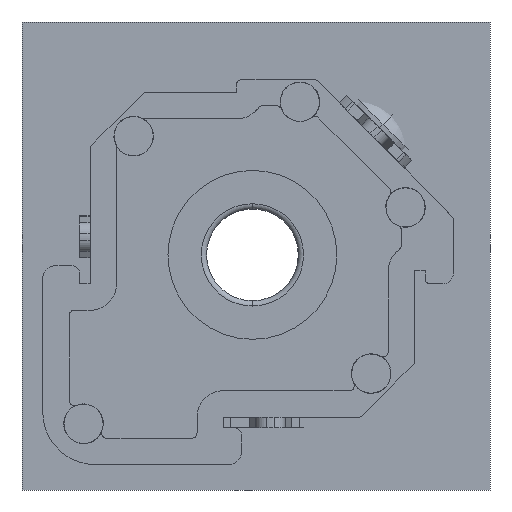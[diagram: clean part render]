
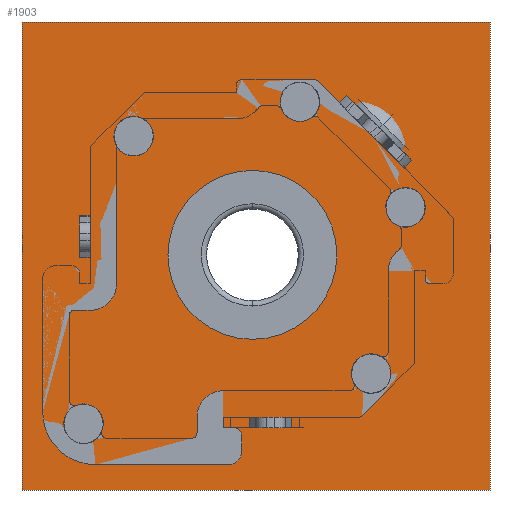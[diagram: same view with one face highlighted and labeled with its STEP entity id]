
A CAD part, front view. The second image highlights one B-rep face of the part: STEP entity #1903.
In plain terms, the highlighted planar face has unit normal (0, -1, 0).
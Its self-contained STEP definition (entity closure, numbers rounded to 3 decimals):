
#155=CARTESIAN_POINT('',(0.,0.5,0.));
#156=DIRECTION('',(0.,1.,0.));
#157=DIRECTION('',(-1.,0.,0.));
#158=AXIS2_PLACEMENT_3D('',#155,#156,#157);
#160=CARTESIAN_POINT('',(0.,0.5,0.));
#161=DIRECTION('',(0.,1.,0.));
#162=DIRECTION('',(1.,0.,0.));
#163=AXIS2_PLACEMENT_3D('',#160,#161,#162);
#165=CARTESIAN_POINT('',(-4.5,0.5,4.5));
#166=DIRECTION('',(0.,1.,0.));
#167=DIRECTION('',(1.,0.,0.));
#168=AXIS2_PLACEMENT_3D('',#165,#166,#167);
#170=CARTESIAN_POINT('',(-4.5,0.5,4.5));
#171=DIRECTION('',(0.,1.,0.));
#172=DIRECTION('',(-1.,0.,0.));
#173=AXIS2_PLACEMENT_3D('',#170,#171,#172);
#175=DIRECTION('',(0.,0.,1.));
#176=VECTOR('',#175,1.135);
#177=CARTESIAN_POINT('',(-6.15,0.5,0.114));
#178=LINE('',#177,#176);
#179=DIRECTION('',(-1.,0.,0.));
#180=VECTOR('',#179,0.4);
#181=CARTESIAN_POINT('',(-6.15,0.5,1.249));
#182=LINE('',#181,#180);
#183=DIRECTION('',(0.,0.,1.));
#184=VECTOR('',#183,1.135);
#185=CARTESIAN_POINT('',(-6.55,0.5,0.114));
#186=LINE('',#185,#184);
#187=DIRECTION('',(-1.,0.,0.));
#188=VECTOR('',#187,0.4);
#189=CARTESIAN_POINT('',(-6.15,0.5,0.114));
#190=LINE('',#189,#188);
#191=DIRECTION('',(0.707,0.,-0.707));
#192=VECTOR('',#191,3.499);
#193=CARTESIAN_POINT('',(3.571,0.5,6.045));
#194=LINE('',#193,#192);
#195=DIRECTION('',(-0.707,0.,-0.707));
#196=VECTOR('',#195,0.4);
#197=CARTESIAN_POINT('',(3.571,0.5,6.045));
#198=LINE('',#197,#196);
#199=DIRECTION('',(0.707,0.,-0.707));
#200=VECTOR('',#199,3.499);
#201=CARTESIAN_POINT('',(3.289,0.5,5.762));
#202=LINE('',#201,#200);
#203=DIRECTION('',(-0.707,0.,-0.707));
#204=VECTOR('',#203,0.4);
#205=CARTESIAN_POINT('',(6.045,0.5,3.571));
#206=LINE('',#205,#204);
#207=DIRECTION('',(0.,0.,-1.));
#208=VECTOR('',#207,17.737);
#209=CARTESIAN_POINT('',(9.004,0.5,8.826));
#210=LINE('',#209,#208);
#215=DIRECTION('',(1.,0.,0.));
#216=VECTOR('',#215,17.737);
#217=CARTESIAN_POINT('',(-8.733,0.5,8.826));
#218=LINE('',#217,#216);
#227=DIRECTION('',(0.,0.,1.));
#228=VECTOR('',#227,17.737);
#229=CARTESIAN_POINT('',(-8.733,0.5,-8.911));
#230=LINE('',#229,#228);
#239=DIRECTION('',(-1.,0.,0.));
#240=VECTOR('',#239,17.737);
#241=CARTESIAN_POINT('',(9.004,0.5,-8.911));
#242=LINE('',#241,#240);
#1396=CARTESIAN_POINT('',(9.004,0.5,8.826));
#1397=CARTESIAN_POINT('',(9.004,0.5,-8.911));
#1398=VERTEX_POINT('',#1396);
#1399=VERTEX_POINT('',#1397);
#1400=CARTESIAN_POINT('',(-8.733,0.5,-8.911));
#1401=VERTEX_POINT('',#1400);
#1402=CARTESIAN_POINT('',(-8.733,0.5,8.826));
#1403=VERTEX_POINT('',#1402);
#1404=CARTESIAN_POINT('',(-3.2,0.5,0.));
#1405=CARTESIAN_POINT('',(3.2,0.5,0.));
#1406=VERTEX_POINT('',#1404);
#1407=VERTEX_POINT('',#1405);
#1636=CARTESIAN_POINT('',(-3.75,0.5,4.5));
#1637=CARTESIAN_POINT('',(-5.25,0.5,4.5));
#1638=VERTEX_POINT('',#1636);
#1639=VERTEX_POINT('',#1637);
#1640=CARTESIAN_POINT('',(-6.15,0.5,0.114));
#1641=CARTESIAN_POINT('',(-6.15,0.5,1.249));
#1642=VERTEX_POINT('',#1640);
#1643=VERTEX_POINT('',#1641);
#1644=CARTESIAN_POINT('',(-6.55,0.5,0.114));
#1645=CARTESIAN_POINT('',(-6.55,0.5,1.249));
#1646=VERTEX_POINT('',#1644);
#1647=VERTEX_POINT('',#1645);
#1688=CARTESIAN_POINT('',(3.571,0.5,6.045));
#1689=CARTESIAN_POINT('',(6.045,0.5,3.571));
#1690=VERTEX_POINT('',#1688);
#1691=VERTEX_POINT('',#1689);
#1692=CARTESIAN_POINT('',(3.289,0.5,5.762));
#1693=CARTESIAN_POINT('',(5.762,0.5,3.289));
#1694=VERTEX_POINT('',#1692);
#1695=VERTEX_POINT('',#1693);
#1858=CARTESIAN_POINT('',(0.136,0.5,-0.042));
#1859=DIRECTION('',(0.,1.,0.));
#1860=DIRECTION('',(-1.,0.,0.));
#1861=AXIS2_PLACEMENT_3D('',#1858,#1859,#1860);
#1862=PLANE('',#1861);
#1864=ORIENTED_EDGE('',*,*,#1863,.T.);
#1866=ORIENTED_EDGE('',*,*,#1865,.T.);
#1868=ORIENTED_EDGE('',*,*,#1867,.T.);
#1870=ORIENTED_EDGE('',*,*,#1869,.T.);
#1871=EDGE_LOOP('',(#1864,#1866,#1868,#1870));
#1872=FACE_OUTER_BOUND('',#1871,.F.);
#1874=ORIENTED_EDGE('',*,*,#1873,.F.);
#1876=ORIENTED_EDGE('',*,*,#1875,.F.);
#1877=EDGE_LOOP('',(#1874,#1876));
#1878=FACE_BOUND('',#1877,.F.);
#1880=ORIENTED_EDGE('',*,*,#1879,.F.);
#1882=ORIENTED_EDGE('',*,*,#1881,.F.);
#1883=EDGE_LOOP('',(#1880,#1882));
#1884=FACE_BOUND('',#1883,.F.);
#1885=ORIENTED_EDGE('',*,*,#1735,.T.);
#1887=ORIENTED_EDGE('',*,*,#1886,.T.);
#1888=ORIENTED_EDGE('',*,*,#1794,.F.);
#1890=ORIENTED_EDGE('',*,*,#1889,.F.);
#1891=EDGE_LOOP('',(#1885,#1887,#1888,#1890));
#1892=FACE_BOUND('',#1891,.F.);
#1894=ORIENTED_EDGE('',*,*,#1893,.F.);
#1896=ORIENTED_EDGE('',*,*,#1895,.T.);
#1898=ORIENTED_EDGE('',*,*,#1897,.T.);
#1900=ORIENTED_EDGE('',*,*,#1899,.F.);
#1901=EDGE_LOOP('',(#1894,#1896,#1898,#1900));
#1902=FACE_BOUND('',#1901,.F.);
#159=CIRCLE('',#158,3.2);
#164=CIRCLE('',#163,3.2);
#169=CIRCLE('',#168,0.75);
#174=CIRCLE('',#173,0.75);
#1735=EDGE_CURVE('',#1642,#1643,#178,.T.);
#1794=EDGE_CURVE('',#1646,#1647,#186,.T.);
#1863=EDGE_CURVE('',#1398,#1399,#210,.T.);
#1865=EDGE_CURVE('',#1399,#1401,#242,.T.);
#1867=EDGE_CURVE('',#1401,#1403,#230,.T.);
#1869=EDGE_CURVE('',#1403,#1398,#218,.T.);
#1873=EDGE_CURVE('',#1406,#1407,#159,.T.);
#1875=EDGE_CURVE('',#1407,#1406,#164,.T.);
#1879=EDGE_CURVE('',#1638,#1639,#169,.T.);
#1881=EDGE_CURVE('',#1639,#1638,#174,.T.);
#1886=EDGE_CURVE('',#1643,#1647,#182,.T.);
#1889=EDGE_CURVE('',#1642,#1646,#190,.T.);
#1893=EDGE_CURVE('',#1690,#1691,#194,.T.);
#1895=EDGE_CURVE('',#1690,#1694,#198,.T.);
#1897=EDGE_CURVE('',#1694,#1695,#202,.T.);
#1899=EDGE_CURVE('',#1691,#1695,#206,.T.);
#1903=ADVANCED_FACE('',(#1872,#1878,#1884,#1892,#1902),#1862,.F.);
